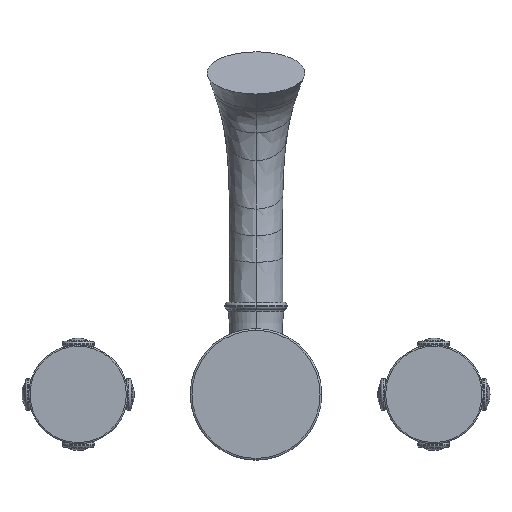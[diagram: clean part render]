
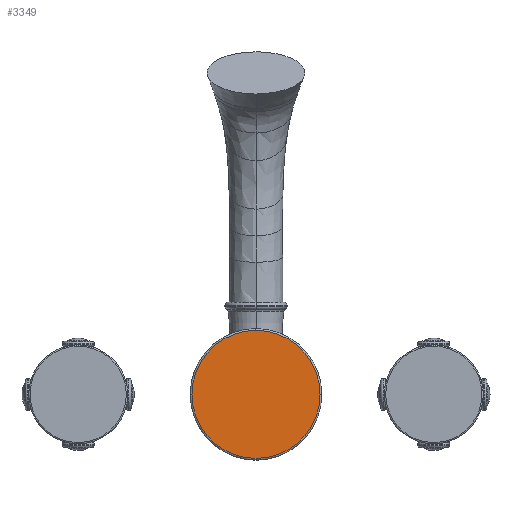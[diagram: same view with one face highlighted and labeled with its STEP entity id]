
A CAD part, front view. The second image highlights one B-rep face of the part: STEP entity #3349.
In plain terms, the highlighted planar face has unit normal (0, -1, 0).
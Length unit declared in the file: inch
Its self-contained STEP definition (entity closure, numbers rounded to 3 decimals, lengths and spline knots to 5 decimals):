
#942=CARTESIAN_POINT('',(0.,0.,0.));
#943=DIRECTION('',(0.,1.,0.));
#944=DIRECTION('',(0.,0.,-1.));
#945=AXIS2_PLACEMENT_3D('',#942,#943,#944);
#947=CARTESIAN_POINT('',(0.,0.,0.));
#948=DIRECTION('',(0.,1.,0.));
#949=DIRECTION('',(0.,0.,1.));
#950=AXIS2_PLACEMENT_3D('',#947,#948,#949);
#1505=CARTESIAN_POINT('',(0.,0.,-1.44054));
#1506=CARTESIAN_POINT('',(0.,0.,1.44054));
#1507=VERTEX_POINT('',#1505);
#1508=VERTEX_POINT('',#1506);
#3340=CARTESIAN_POINT('',(0.,0.,0.));
#3341=DIRECTION('',(0.,-1.,0.));
#3342=DIRECTION('',(0.,0.,1.));
#3343=AXIS2_PLACEMENT_3D('',#3340,#3341,#3342);
#3344=PLANE('',#3343);
#3345=ORIENTED_EDGE('',*,*,#3334,.T.);
#3346=ORIENTED_EDGE('',*,*,#3320,.T.);
#3347=EDGE_LOOP('',(#3345,#3346));
#3348=FACE_OUTER_BOUND('',#3347,.F.);
#3349=ADVANCED_FACE('',(#3348),#3344,.T.);
#946=CIRCLE('',#945,1.44054);
#951=CIRCLE('',#950,1.44054);
#3320=EDGE_CURVE('',#1508,#1507,#951,.T.);
#3334=EDGE_CURVE('',#1507,#1508,#946,.T.);
